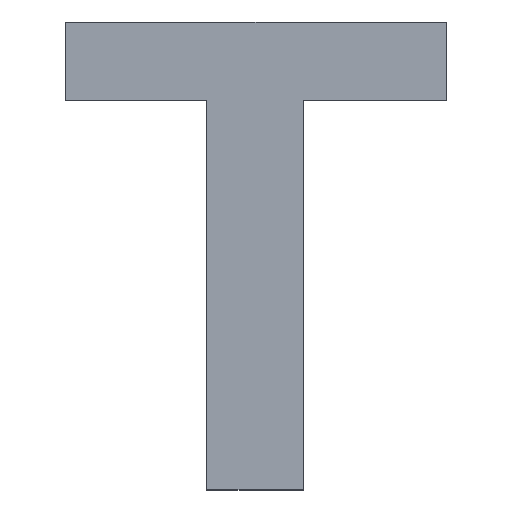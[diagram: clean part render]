
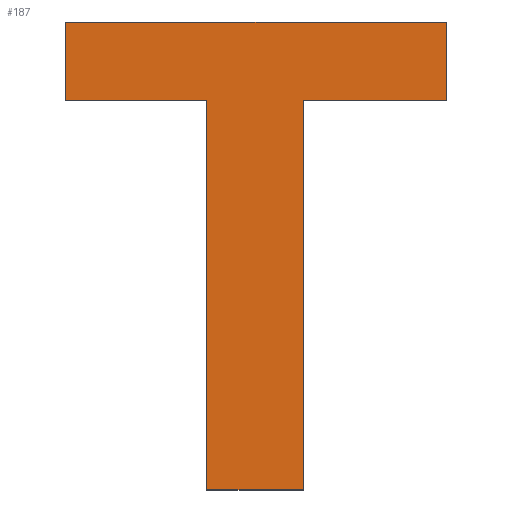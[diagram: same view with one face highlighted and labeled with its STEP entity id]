
A CAD part, top view. The second image highlights one B-rep face of the part: STEP entity #187.
In plain terms, the highlighted planar face has unit normal (0, 0, 1).
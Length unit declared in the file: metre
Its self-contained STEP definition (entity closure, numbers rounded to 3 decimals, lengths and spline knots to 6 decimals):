
#52=ORIENTED_EDGE('',*,*,#60,.F.);
#53=ORIENTED_EDGE('',*,*,#64,.F.);
#54=ORIENTED_EDGE('',*,*,#67,.F.);
#55=ORIENTED_EDGE('',*,*,#70,.F.);
#56=ORIENTED_EDGE('',*,*,#73,.F.);
#57=ORIENTED_EDGE('',*,*,#76,.F.);
#58=ORIENTED_EDGE('',*,*,#79,.F.);
#59=ORIENTED_EDGE('',*,*,#82,.F.);
#60=EDGE_CURVE('',#84,#85,#100,.T.);
#64=EDGE_CURVE('',#88,#84,#104,.T.);
#67=EDGE_CURVE('',#90,#88,#107,.T.);
#70=EDGE_CURVE('',#92,#90,#110,.T.);
#73=EDGE_CURVE('',#94,#92,#113,.T.);
#76=EDGE_CURVE('',#96,#94,#116,.T.);
#79=EDGE_CURVE('',#98,#96,#119,.T.);
#82=EDGE_CURVE('',#85,#98,#122,.T.);
#84=VERTEX_POINT('',#260);
#85=VERTEX_POINT('',#261);
#88=VERTEX_POINT('',#269);
#90=VERTEX_POINT('',#275);
#92=VERTEX_POINT('',#281);
#94=VERTEX_POINT('',#287);
#96=VERTEX_POINT('',#293);
#98=VERTEX_POINT('',#299);
#100=LINE('',#259,#124);
#104=LINE('',#268,#128);
#107=LINE('',#274,#131);
#110=LINE('',#280,#134);
#113=LINE('',#286,#137);
#116=LINE('',#292,#140);
#119=LINE('',#298,#143);
#122=LINE('',#304,#146);
#124=VECTOR('',#215,1.);
#128=VECTOR('',#221,1.);
#131=VECTOR('',#226,1.);
#134=VECTOR('',#231,1.);
#137=VECTOR('',#236,1.);
#140=VECTOR('',#241,1.);
#143=VECTOR('',#246,1.);
#146=VECTOR('',#251,1.);
#157=EDGE_LOOP('',(#52,#53,#54,#55,#56,#57,#58,#59));
#167=FACE_BOUND('',#157,.T.);
#177=PLANE('',#210);
#187=ADVANCED_FACE('',(#167),#177,.T.);
#210=AXIS2_PLACEMENT_3D('',#307,#255,#256);
#215=DIRECTION('',(-1.,0.,0.));
#221=DIRECTION('',(0.,-1.,0.));
#226=DIRECTION('',(1.,0.,0.));
#231=DIRECTION('',(0.,1.,0.));
#236=DIRECTION('',(-1.,0.,0.));
#241=DIRECTION('',(0.,1.,0.));
#246=DIRECTION('',(-1.,0.,0.));
#251=DIRECTION('',(0.,-1.,0.));
#255=DIRECTION('',(0.,0.,1.));
#256=DIRECTION('',(1.,0.,0.));
#259=CARTESIAN_POINT('',(0.187632,0.013166,0.0095));
#260=CARTESIAN_POINT('',(0.187934,0.013166,0.0095));
#261=CARTESIAN_POINT('',(0.18733,0.013166,0.0095));
#268=CARTESIAN_POINT('',(0.187934,0.013331,0.0095));
#269=CARTESIAN_POINT('',(0.187934,0.013495,0.0095));
#274=CARTESIAN_POINT('',(0.18713,0.013495,0.0095));
#275=CARTESIAN_POINT('',(0.186326,0.013495,0.0095));
#280=CARTESIAN_POINT('',(0.186326,0.013331,0.0095));
#281=CARTESIAN_POINT('',(0.186326,0.013166,0.0095));
#286=CARTESIAN_POINT('',(0.186624,0.013166,0.0095));
#287=CARTESIAN_POINT('',(0.186923,0.013166,0.0095));
#292=CARTESIAN_POINT('',(0.186923,0.012343,0.0095));
#293=CARTESIAN_POINT('',(0.186923,0.011521,0.0095));
#298=CARTESIAN_POINT('',(0.187126,0.011521,0.0095));
#299=CARTESIAN_POINT('',(0.18733,0.011521,0.0095));
#304=CARTESIAN_POINT('',(0.18733,0.012343,0.0095));
#307=CARTESIAN_POINT('',(0.104891,-0.015824,0.0095));
